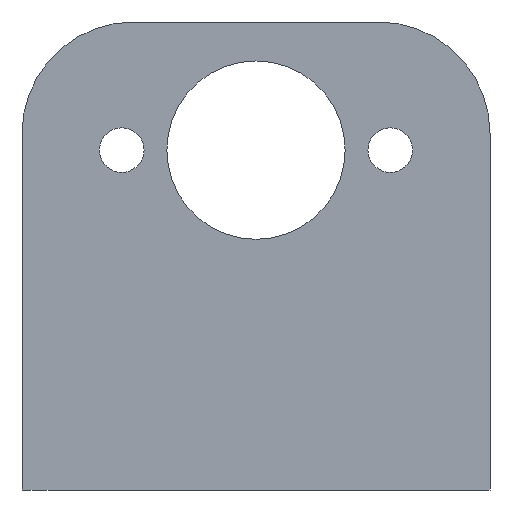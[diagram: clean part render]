
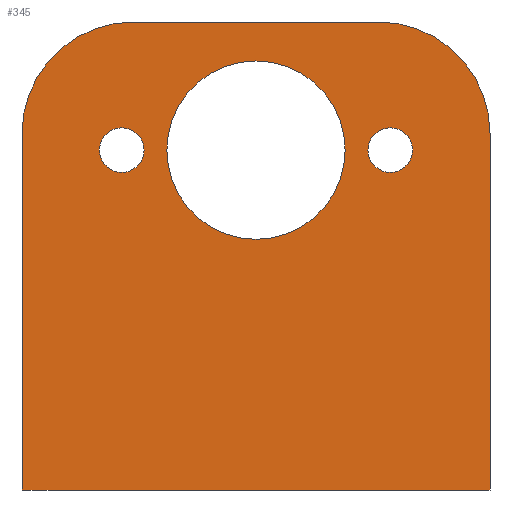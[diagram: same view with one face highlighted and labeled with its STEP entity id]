
A CAD part, front view. The second image highlights one B-rep face of the part: STEP entity #345.
In plain terms, the highlighted planar face has unit normal (0, -1, 0).
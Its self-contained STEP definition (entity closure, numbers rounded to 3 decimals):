
#57=CARTESIAN_POINT('Axis2P3D Location',(-12.05,0.,30.5)) ;
#61=CARTESIAN_POINT('Vertex',(-14.05,0.,30.5)) ;
#63=CARTESIAN_POINT('Vertex',(-10.05,0.,30.5)) ;
#92=CARTESIAN_POINT('Axis2P3D Location',(-12.05,0.,30.5)) ;
#114=CARTESIAN_POINT('Axis2P3D Location',(12.05,0.,30.5)) ;
#118=CARTESIAN_POINT('Vertex',(10.05,0.,30.5)) ;
#120=CARTESIAN_POINT('Vertex',(14.05,0.,30.5)) ;
#149=CARTESIAN_POINT('Axis2P3D Location',(12.05,0.,30.5)) ;
#171=CARTESIAN_POINT('Axis2P3D Location',(0.,0.,30.5)) ;
#175=CARTESIAN_POINT('Vertex',(-8.,0.,30.5)) ;
#177=CARTESIAN_POINT('Vertex',(8.,0.,30.5)) ;
#206=CARTESIAN_POINT('Axis2P3D Location',(0.,0.,30.5)) ;
#228=CARTESIAN_POINT('Axis2P3D Location',(11.,0.,32.)) ;
#232=CARTESIAN_POINT('Vertex',(11.,0.,42.)) ;
#234=CARTESIAN_POINT('Vertex',(21.,0.,32.)) ;
#268=CARTESIAN_POINT('Line Origine',(0.,0.,42.)) ;
#272=CARTESIAN_POINT('Vertex',(-11.,0.,42.)) ;
#294=CARTESIAN_POINT('Axis2P3D Location',(0.,0.,42.)) ;
#299=CARTESIAN_POINT('Line Origine',(-21.,0.,16.)) ;
#303=CARTESIAN_POINT('Vertex',(-21.,0.,32.)) ;
#305=CARTESIAN_POINT('Vertex',(-21.,0.,0.)) ;
#308=CARTESIAN_POINT('Line Origine',(0.,0.,0.)) ;
#312=CARTESIAN_POINT('Vertex',(21.,0.,0.)) ;
#315=CARTESIAN_POINT('Line Origine',(21.,0.,16.)) ;
#320=CARTESIAN_POINT('Axis2P3D Location',(-11.,0.,32.)) ;
#58=DIRECTION('Axis2P3D Direction',(0.,1.,-0.)) ;
#93=DIRECTION('Axis2P3D Direction',(0.,1.,-0.)) ;
#115=DIRECTION('Axis2P3D Direction',(0.,1.,-0.)) ;
#150=DIRECTION('Axis2P3D Direction',(0.,1.,-0.)) ;
#172=DIRECTION('Axis2P3D Direction',(0.,1.,-0.)) ;
#207=DIRECTION('Axis2P3D Direction',(0.,1.,-0.)) ;
#229=DIRECTION('Axis2P3D Direction',(0.,-1.,0.)) ;
#269=DIRECTION('Vector Direction',(1.,0.,0.)) ;
#295=DIRECTION('Axis2P3D Direction',(0.,-1.,0.)) ;
#296=DIRECTION('Axis2P3D XDirection',(0.,0.,-1.)) ;
#300=DIRECTION('Vector Direction',(0.,0.,-1.)) ;
#309=DIRECTION('Vector Direction',(1.,0.,0.)) ;
#316=DIRECTION('Vector Direction',(0.,0.,-1.)) ;
#321=DIRECTION('Axis2P3D Direction',(0.,-1.,0.)) ;
#59=AXIS2_PLACEMENT_3D('Circle Axis2P3D',#57,#58,$) ;
#94=AXIS2_PLACEMENT_3D('Circle Axis2P3D',#92,#93,$) ;
#116=AXIS2_PLACEMENT_3D('Circle Axis2P3D',#114,#115,$) ;
#151=AXIS2_PLACEMENT_3D('Circle Axis2P3D',#149,#150,$) ;
#173=AXIS2_PLACEMENT_3D('Circle Axis2P3D',#171,#172,$) ;
#208=AXIS2_PLACEMENT_3D('Circle Axis2P3D',#206,#207,$) ;
#230=AXIS2_PLACEMENT_3D('Circle Axis2P3D',#228,#229,$) ;
#297=AXIS2_PLACEMENT_3D('Plane Axis2P3D',#294,#295,#296) ;
#322=AXIS2_PLACEMENT_3D('Circle Axis2P3D',#320,#321,$) ;
#326=ORIENTED_EDGE('',*,*,#307,.T.) ;
#327=ORIENTED_EDGE('',*,*,#314,.T.) ;
#328=ORIENTED_EDGE('',*,*,#319,.F.) ;
#329=ORIENTED_EDGE('',*,*,#236,.F.) ;
#330=ORIENTED_EDGE('',*,*,#274,.F.) ;
#331=ORIENTED_EDGE('',*,*,#324,.F.) ;
#334=ORIENTED_EDGE('',*,*,#210,.F.) ;
#335=ORIENTED_EDGE('',*,*,#179,.F.) ;
#338=ORIENTED_EDGE('',*,*,#153,.F.) ;
#339=ORIENTED_EDGE('',*,*,#122,.F.) ;
#342=ORIENTED_EDGE('',*,*,#96,.F.) ;
#343=ORIENTED_EDGE('',*,*,#65,.F.) ;
#336=FACE_BOUND('',#333,.T.) ;
#340=FACE_BOUND('',#337,.T.) ;
#344=FACE_BOUND('',#341,.T.) ;
#270=VECTOR('Line Direction',#269,1.) ;
#301=VECTOR('Line Direction',#300,1.) ;
#310=VECTOR('Line Direction',#309,1.) ;
#317=VECTOR('Line Direction',#316,1.) ;
#345=ADVANCED_FACE('Corps principal',(#332,#336,#340,#344),#298,.T.) ;
#60=CIRCLE('generated circle',#59,2.) ;
#95=CIRCLE('generated circle',#94,2.) ;
#117=CIRCLE('generated circle',#116,2.) ;
#152=CIRCLE('generated circle',#151,2.) ;
#174=CIRCLE('generated circle',#173,8.) ;
#209=CIRCLE('generated circle',#208,8.) ;
#231=CIRCLE('generated circle',#230,10.) ;
#323=CIRCLE('generated circle',#322,10.) ;
#65=EDGE_CURVE('',#62,#64,#60,.F.) ;
#96=EDGE_CURVE('',#64,#62,#95,.F.) ;
#122=EDGE_CURVE('',#119,#121,#117,.F.) ;
#153=EDGE_CURVE('',#121,#119,#152,.F.) ;
#179=EDGE_CURVE('',#176,#178,#174,.F.) ;
#210=EDGE_CURVE('',#178,#176,#209,.F.) ;
#236=EDGE_CURVE('',#233,#235,#231,.F.) ;
#274=EDGE_CURVE('',#273,#233,#271,.T.) ;
#307=EDGE_CURVE('',#304,#306,#302,.T.) ;
#314=EDGE_CURVE('',#306,#313,#311,.T.) ;
#319=EDGE_CURVE('',#235,#313,#318,.T.) ;
#324=EDGE_CURVE('',#304,#273,#323,.F.) ;
#325=EDGE_LOOP('',(#326,#327,#328,#329,#330,#331)) ;
#333=EDGE_LOOP('',(#334,#335)) ;
#337=EDGE_LOOP('',(#338,#339)) ;
#341=EDGE_LOOP('',(#342,#343)) ;
#332=FACE_OUTER_BOUND('',#325,.T.) ;
#271=LINE('Line',#268,#270) ;
#302=LINE('Line',#299,#301) ;
#311=LINE('Line',#308,#310) ;
#318=LINE('Line',#315,#317) ;
#298=PLANE('',#297) ;
#62=VERTEX_POINT('',#61) ;
#64=VERTEX_POINT('',#63) ;
#119=VERTEX_POINT('',#118) ;
#121=VERTEX_POINT('',#120) ;
#176=VERTEX_POINT('',#175) ;
#178=VERTEX_POINT('',#177) ;
#233=VERTEX_POINT('',#232) ;
#235=VERTEX_POINT('',#234) ;
#273=VERTEX_POINT('',#272) ;
#304=VERTEX_POINT('',#303) ;
#306=VERTEX_POINT('',#305) ;
#313=VERTEX_POINT('',#312) ;
